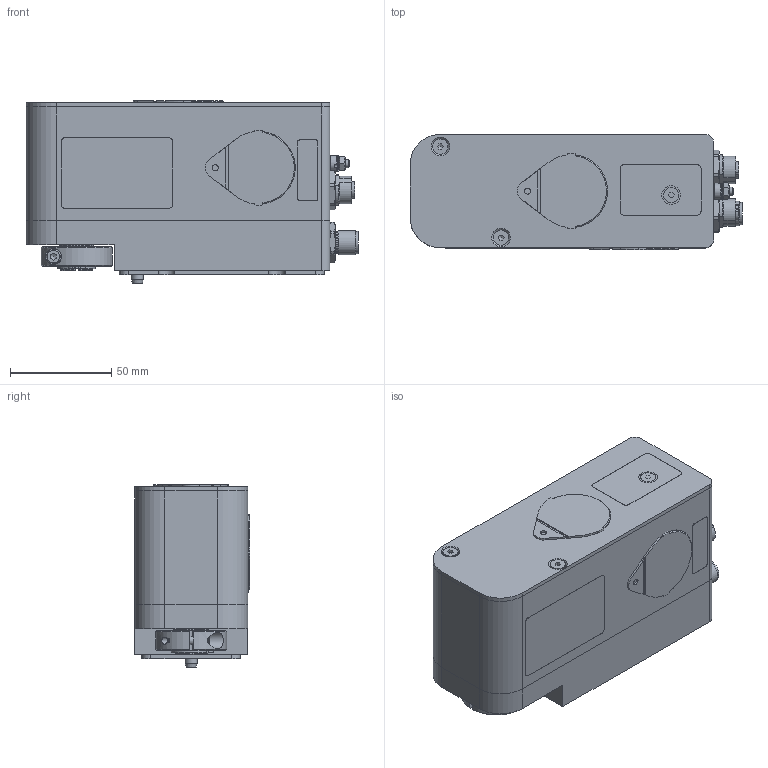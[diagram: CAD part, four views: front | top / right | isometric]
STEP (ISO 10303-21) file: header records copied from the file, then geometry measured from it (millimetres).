
FILE_DESCRIPTION(/* description */ ('Grundgestell PSE30x-14/32x-14'),/* implementation_level */ '2;1');
FILE_NAME(/* name */ 'PSE30x32x-14.stp',/* time_stamp */ '2015-08-25T13:53:28+02:00',/* author */ ('nwolf'),/* organization */ (''),/* preprocessor_version */ 'ST-DEVELOPER v15.6',/* originating_system */ 'Autodesk Inventor 2015',/* authorisation */ '');
FILE_SCHEMA (('AUTOMOTIVE_DESIGN { 1 0 10303 214 3 1 1 }'));
Products named in the file (44): 1020.003473M; 1030.012334MB; 1030.012344MC; DIN 7991 - M3x10; DIN 625 SKF - SKF 61803; DIN 625 SKF - SKF 626; DIN 912 - M4 x 0,7 x 16 x 14,25; DIN 471 - 16x1; DIN 625 SKF - SKF 624; 3000.005779M; 1450.001164M; DIN 912 - M3 x 0,5 x 5 x 3,75; 1200.000869; 1200.000979M; 1200.002034M; 1290.002784MA; 1010.002223ME; 1020.003294MC; 3090.000794M; DIN 7991 - M4  x  40; 1190.000484M; DIN 6797 - A 4,3; ENG-000683; ENG-000682; ENG-000294; ENG-000623; ENG-000280; ENG-000685; ENG-000686; 3030.003639M; 3030.004949M; 7000.000654MB; 7005.001814M; 1200.006474MC; 1290.001634MC; 1020.004444M; 7005.002054M; 1450.001534M; 7000.002754M; 1190.000634M ...
Assembly tree (56 placements, depth 3):
  7300.010423M
    1020.003473M
    1030.012334MB
    1030.012344MC
    DIN 7991 - M3x10  x4
    DIN 625 SKF - SKF 61803
    DIN 625 SKF - SKF 626  x3
    DIN 912 - M4 x 0,7 x 16 x 14,25
    DIN 471 - 16x1
    DIN 625 SKF - SKF 624  x4
    3000.005779M
    1450.001164M
    DIN 912 - M3 x 0,5 x 5 x 3,75
    1200.000869
    1200.000979M
    1200.002034M
    1290.002784MA
    1010.002223ME
    1020.003294MC
    3090.000794M  x2
    DIN 7991 - M4  x  40  x3
    1190.000484M
    DIN 6797 - A 4,3  x2
    3030.003639M
      ENG-000683
      ENG-000682
      ENG-000294
      ENG-000623
      ENG-000280
      ENG-000685
      ENG-000686
    3030.004949M  x2
    7000.000654MB
    7005.001814M
    1200.006474MC
    1290.001634MC
    1020.004444M
    7005.002054M
    1450.001534M
    7000.002754M
    1190.000634M
    3090.000789M
    2100.000199M
    2100.000599M
Bounding box: 164 x 57.2 x 90 mm (x, y, z)
Volume: 254179 mm3; surface area: 194474.3 mm2
Topology: 57 solids, 57 shells, 2993 faces, 7960 edges, 5250 vertices
Faces by surface type: plane 1806, cylinder 668, cone 173, torus 161, bspline 138, sphere 47
Full cylindrical faces by diameter (mm): 0.75 x5, 1 x13, 1.1 x8, 1.2 x2, 1.6 x9, 1.7 x2, 1.729 x1, 2 x2, 2.621 x11, 2.96 x3, 3 x13, 3.2 x4, 3.242 x2, 3.4 x4, 3.459 x6, 3.96 x1, 4 x17, 4.1 x3, 4.3 x2, 4.5 x8, 4.87 x2, 5.4 x1, 5.5 x1, 5.9 x1, 6 x9, 6.8 x1, 6.88 x8, 7 x2, 7.5 x2, 7.53 x3
Entity records: 77799 total; most frequent: CARTESIAN_POINT 18116, ORIENTED_EDGE 11982, DIRECTION 11732, EDGE_CURVE 5991, VERTEX_POINT 4113, AXIS2_PLACEMENT_3D 3943, LINE 3846, VECTOR 3846
